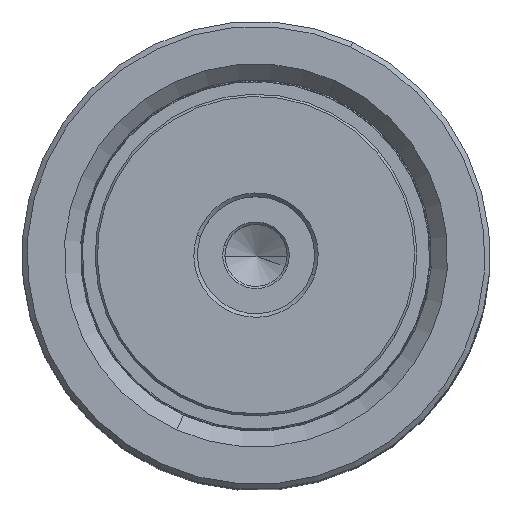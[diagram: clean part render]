
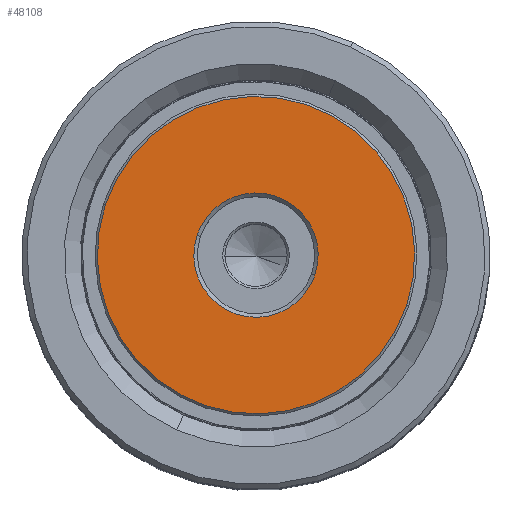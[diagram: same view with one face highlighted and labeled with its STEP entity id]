
A CAD part, top view. The second image highlights one B-rep face of the part: STEP entity #48108.
In plain terms, the highlighted face is planar.
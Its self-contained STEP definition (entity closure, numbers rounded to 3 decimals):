
#492 = FACE_OUTER_BOUND ( 'NONE', #2375, .T. ) ;
#2375 = EDGE_LOOP ( 'NONE', ( #10719, #43280 ) ) ;
#5088 = EDGE_CURVE ( 'NONE', #20824, #9679, #50916, .T. ) ;
#5797 = VERTEX_POINT ( 'NONE', #12465 ) ;
#6875 = AXIS2_PLACEMENT_3D ( 'NONE', #34560, #12008, #48175 ) ;
#7706 = EDGE_CURVE ( 'NONE', #9679, #20824, #11291, .T. ) ;
#7718 = DIRECTION ( 'NONE',  ( 0., 0., 1. ) ) ;
#9295 = EDGE_CURVE ( 'NONE', #5797, #48353, #18314, .T. ) ;
#9679 = VERTEX_POINT ( 'NONE', #11011 ) ;
#10719 = ORIENTED_EDGE ( 'NONE', *, *, #5088, .T. ) ;
#11011 = CARTESIAN_POINT ( 'NONE',  ( -21.7, 0., 0. ) ) ;
#11291 = CIRCLE ( 'NONE', #32644, 21.7 ) ;
#11845 = AXIS2_PLACEMENT_3D ( 'NONE', #39497, #7718, #21373 ) ;
#12008 = DIRECTION ( 'NONE',  ( 0., 0., -1. ) ) ;
#12465 = CARTESIAN_POINT ( 'NONE',  ( -8.5, 0., 0. ) ) ;
#13442 = EDGE_CURVE ( 'NONE', #48353, #5797, #34015, .T. ) ;
#17422 = CARTESIAN_POINT ( 'NONE',  ( 0., 0., 0. ) ) ;
#18314 = CIRCLE ( 'NONE', #27387, 8.5 ) ;
#19080 = DIRECTION ( 'NONE',  ( 1., 0., 0. ) ) ;
#20824 = VERTEX_POINT ( 'NONE', #44503 ) ;
#21373 = DIRECTION ( 'NONE',  ( 1., 0., 0. ) ) ;
#24366 = DIRECTION ( 'NONE',  ( 0., 0., 1. ) ) ;
#26292 = DIRECTION ( 'NONE',  ( 1., 0., 0. ) ) ;
#27387 = AXIS2_PLACEMENT_3D ( 'NONE', #17422, #31017, #26292 ) ;
#27754 = CARTESIAN_POINT ( 'NONE',  ( 0., 0., 0. ) ) ;
#31017 = DIRECTION ( 'NONE',  ( 0., 0., 1. ) ) ;
#31217 = CARTESIAN_POINT ( 'NONE',  ( 8.5, 0., 0. ) ) ;
#32311 = DIRECTION ( 'NONE',  ( 0., 0., -1. ) ) ;
#32644 = AXIS2_PLACEMENT_3D ( 'NONE', #27754, #32311, #19080 ) ;
#33847 = DIRECTION ( 'NONE',  ( 1., 0., 0. ) ) ;
#34015 = CIRCLE ( 'NONE', #40691, 8.5 ) ;
#34560 = CARTESIAN_POINT ( 'NONE',  ( 0., 0., 0. ) ) ;
#39497 = CARTESIAN_POINT ( 'NONE',  ( 0., 0., 0. ) ) ;
#40669 = ORIENTED_EDGE ( 'NONE', *, *, #13442, .T. ) ;
#40691 = AXIS2_PLACEMENT_3D ( 'NONE', #56193, #24366, #33847 ) ;
#40742 = FACE_BOUND ( 'NONE', #44945, .T. ) ;
#43280 = ORIENTED_EDGE ( 'NONE', *, *, #7706, .T. ) ;
#43459 = PLANE ( 'NONE',  #11845 ) ;
#44503 = CARTESIAN_POINT ( 'NONE',  ( 21.7, 0., 0. ) ) ;
#44945 = EDGE_LOOP ( 'NONE', ( #54877, #40669 ) ) ;
#48108 = ADVANCED_FACE ( 'NONE', ( #492, #40742 ), #43459, .F. ) ;
#48175 = DIRECTION ( 'NONE',  ( 1., 0., 0. ) ) ;
#48353 = VERTEX_POINT ( 'NONE', #31217 ) ;
#50916 = CIRCLE ( 'NONE', #6875, 21.7 ) ;
#54877 = ORIENTED_EDGE ( 'NONE', *, *, #9295, .T. ) ;
#56193 = CARTESIAN_POINT ( 'NONE',  ( 0., 0., 0. ) ) ;
